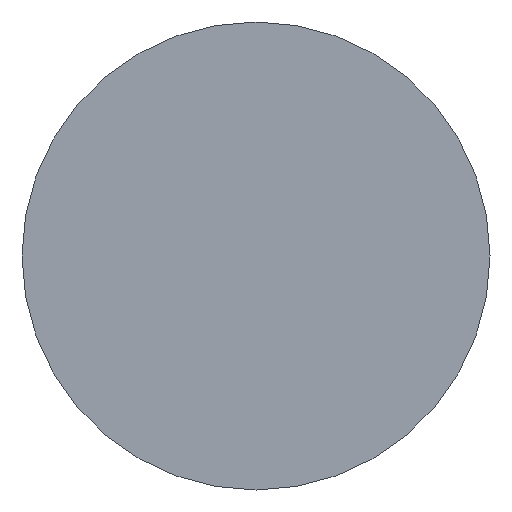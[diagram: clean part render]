
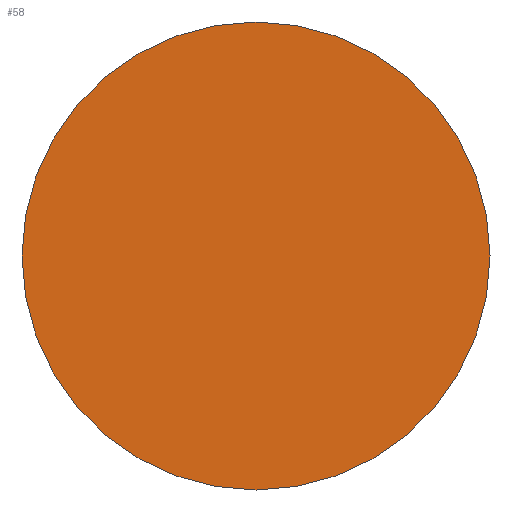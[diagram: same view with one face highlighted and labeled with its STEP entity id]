
A CAD part, front view. The second image highlights one B-rep face of the part: STEP entity #58.
In plain terms, the highlighted planar face has unit normal (0, -1, 0).
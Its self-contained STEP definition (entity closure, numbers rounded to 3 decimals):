
#6 = VERTEX_POINT ( 'NONE', #204 ) ;
#14 = AXIS2_PLACEMENT_3D ( 'NONE', #99, #256, #78 ) ;
#43 = DIRECTION ( 'NONE',  ( 0., 0., -1. ) ) ;
#58 = ADVANCED_FACE ( 'NONE', ( #171 ), #71, .T. ) ;
#63 = EDGE_CURVE ( 'NONE', #321, #6, #89, .T. ) ;
#71 = PLANE ( 'NONE',  #280 ) ;
#72 = DIRECTION ( 'NONE',  ( 0., 1., 0. ) ) ;
#78 = DIRECTION ( 'NONE',  ( 0., 0., 1. ) ) ;
#89 = CIRCLE ( 'NONE', #215, 2.5 ) ;
#99 = CARTESIAN_POINT ( 'NONE',  ( -14.762, 19.949, 0. ) ) ;
#104 = CARTESIAN_POINT ( 'NONE',  ( -14.762, 19.949, -2.5 ) ) ;
#163 = CIRCLE ( 'NONE', #14, 2.5 ) ;
#171 = FACE_OUTER_BOUND ( 'NONE', #218, .T. ) ;
#175 = CARTESIAN_POINT ( 'NONE',  ( -14.762, 19.949, 0. ) ) ;
#190 = EDGE_CURVE ( 'NONE', #6, #321, #163, .T. ) ;
#192 = ORIENTED_EDGE ( 'NONE', *, *, #63, .F. ) ;
#204 = CARTESIAN_POINT ( 'NONE',  ( -14.762, 19.949, 2.5 ) ) ;
#215 = AXIS2_PLACEMENT_3D ( 'NONE', #175, #72, #326 ) ;
#218 = EDGE_LOOP ( 'NONE', ( #269, #192 ) ) ;
#229 = DIRECTION ( 'NONE',  ( 0., -1., 0. ) ) ;
#256 = DIRECTION ( 'NONE',  ( 0., 1., 0. ) ) ;
#269 = ORIENTED_EDGE ( 'NONE', *, *, #190, .F. ) ;
#273 = CARTESIAN_POINT ( 'NONE',  ( -14.762, 19.949, 0. ) ) ;
#280 = AXIS2_PLACEMENT_3D ( 'NONE', #273, #229, #43 ) ;
#321 = VERTEX_POINT ( 'NONE', #104 ) ;
#326 = DIRECTION ( 'NONE',  ( 0., 0., 1. ) ) ;
